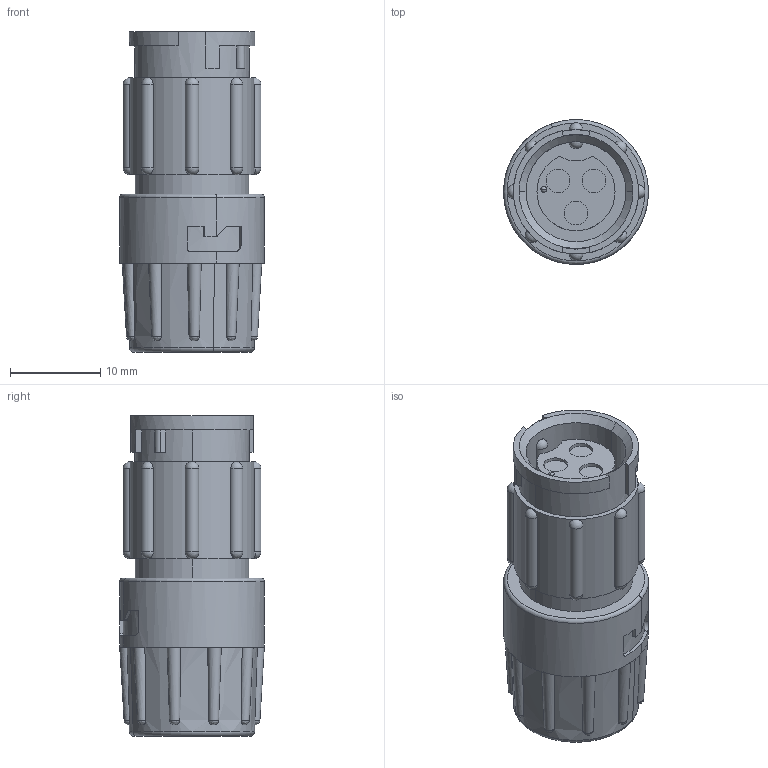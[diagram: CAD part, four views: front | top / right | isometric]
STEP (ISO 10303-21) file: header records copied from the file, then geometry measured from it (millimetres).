
FILE_DESCRIPTION (( 'STEP AP203' ), '1' );
FILE_NAME ('8380-3SG-311.STEP', '2014-03-26T14:43:53', ( '' ), ( '' ), 'SwSTEP 2.0', 'SolidWorks 2014', '' );
FILE_SCHEMA (( 'CONFIG_CONTROL_DESIGN' ));
Length unit declared in the file: inch
Products named in the file (1): 8380-3SG-311
Bounding box: 16 x 16 x 35.43 mm (x, y, z)
Volume: 5241.3 mm3; surface area: 2663.5 mm2
Topology: 1 solids, 1 shells, 181 faces, 502 edges, 318 vertices
Faces by surface type: cylinder 71, plane 55, sphere 27, bspline 20, torus 4, cone 4
Entity records: 9531 total; most frequent: CARTESIAN_POINT 5148, ORIENTED_EDGE 936, DIRECTION 884, EDGE_CURVE 468, AXIS2_PLACEMENT_3D 375, VERTEX_POINT 301, CIRCLE 213, EDGE_LOOP 193
